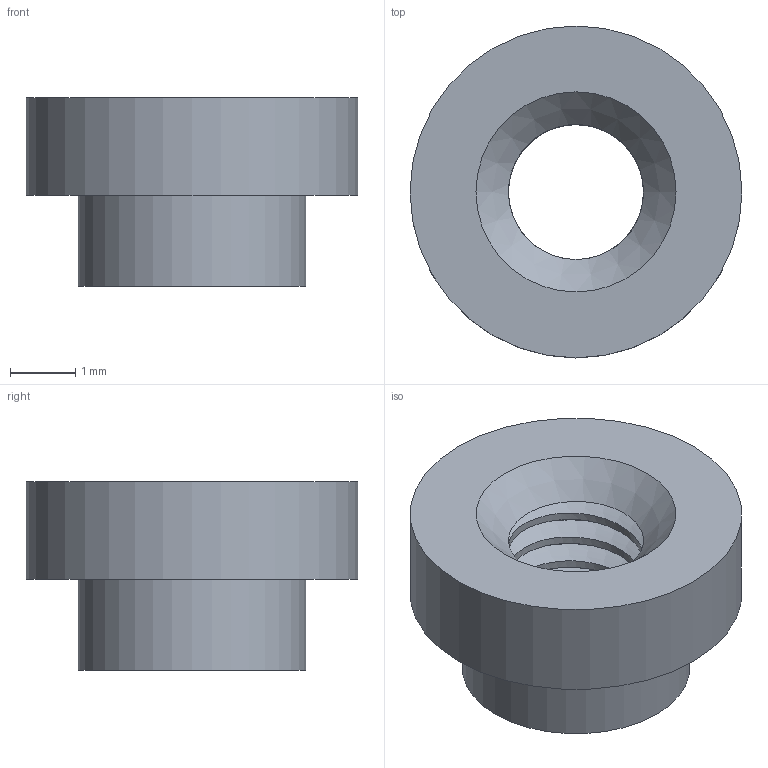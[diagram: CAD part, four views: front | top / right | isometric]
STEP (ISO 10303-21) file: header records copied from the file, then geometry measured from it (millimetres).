
FILE_DESCRIPTION(/* description */ ('FreeCAD Model'),/* implementation_level */ '2;1');
FILE_NAME(/* name */ '9774010151R.step',/* time_stamp */ '2025-05-01T16:45:18+01:00',/* author */ (''),/* organization */ (''),/* preprocessor_version */ 'ST-DEVELOPER v20.1',/* originating_system */ 'Autodesk Translation Framework v14.4.0.0',/* authorisation */ '');
FILE_SCHEMA (('AUTOMOTIVE_DESIGN { 1 0 10303 214 3 1 1 }'));
Length unit declared in the file: millimetre
Products named in the file (3): ASSEMBLY; Body; Leads
Assembly tree (2 placements, depth 2):
  ASSEMBLY
    Body
    Leads
Bounding box: 5.1 x 5.1 x 2.9 mm (x, y, z)
Volume: 31.6 mm3; surface area: 103.8 mm2
Topology: 1 solids, 1 shells, 22 faces, 55 edges, 36 vertices
Faces by surface type: cylinder 15, plane 4, bspline 2, cone 1
Full cylindrical faces by diameter (mm): 2.075 x2, 2.58 x2, 3.5 x1, 5.1 x1
Entity records: 1638 total; most frequent: CARTESIAN_POINT 1073, ORIENTED_EDGE 110, DIRECTION 86, EDGE_CURVE 55, VERTEX_POINT 36, AXIS2_PLACEMENT_3D 36, B_SPLINE_CURVE_WITH_KNOTS 30, EDGE_LOOP 25
